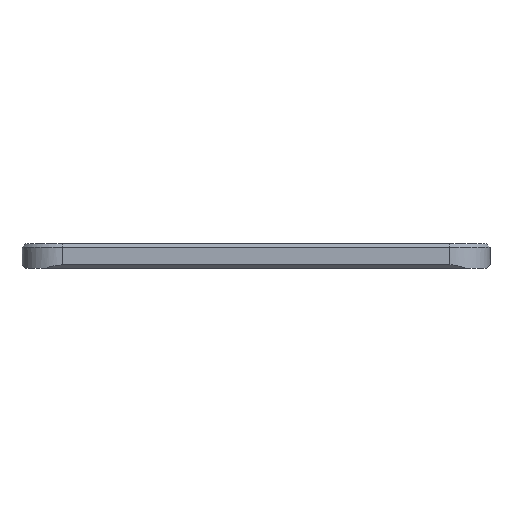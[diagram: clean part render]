
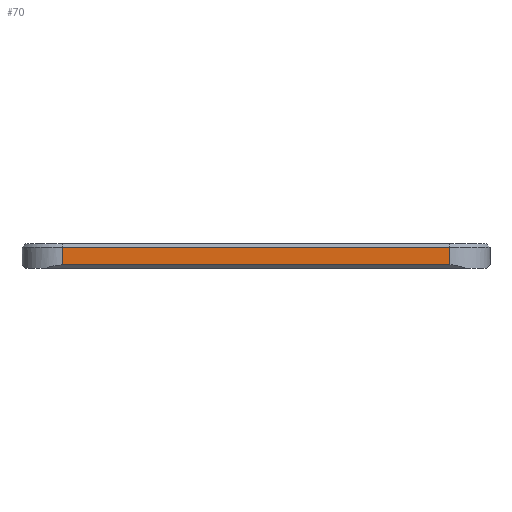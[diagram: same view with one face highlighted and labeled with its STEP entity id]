
A CAD part, left-side view. The second image highlights one B-rep face of the part: STEP entity #70.
In plain terms, the highlighted planar face has unit normal (-1, 0, 0).
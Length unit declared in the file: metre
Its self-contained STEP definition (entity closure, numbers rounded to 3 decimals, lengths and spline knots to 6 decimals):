
#70 = ADVANCED_FACE( '', ( #219 ), #220, .T. );
#219 = FACE_OUTER_BOUND( '', #483, .T. );
#220 = PLANE( '', #484 );
#483 = EDGE_LOOP( '', ( #857, #858, #859, #860 ) );
#484 = AXIS2_PLACEMENT_3D( '', #861, #862, #863 );
#857 = ORIENTED_EDGE( '', *, *, #1679, .T. );
#858 = ORIENTED_EDGE( '', *, *, #1680, .T. );
#859 = ORIENTED_EDGE( '', *, *, #1681, .T. );
#860 = ORIENTED_EDGE( '', *, *, #1682, .T. );
#861 = CARTESIAN_POINT( '', ( -0.021475, 0.007216, 0.003 ) );
#862 = DIRECTION( '', ( -1., 0., 0. ) );
#863 = DIRECTION( '', ( 0., 0., 1. ) );
#1679 = EDGE_CURVE( '', #2015, #2016, #2017, .F. );
#1680 = EDGE_CURVE( '', #2016, #2018, #2019, .T. );
#1681 = EDGE_CURVE( '', #2018, #2020, #2021, .T. );
#1682 = EDGE_CURVE( '', #2020, #2015, #2022, .T. );
#2015 = VERTEX_POINT( '', #2525 );
#2016 = VERTEX_POINT( '', #2526 );
#2017 = LINE( '', #2527, #2528 );
#2018 = VERTEX_POINT( '', #2529 );
#2019 = LINE( '', #2530, #2531 );
#2020 = VERTEX_POINT( '', #2532 );
#2021 = LINE( '', #2533, #2534 );
#2022 = LINE( '', #2535, #2536 );
#2525 = CARTESIAN_POINT( '', ( -0.021475, -0.024, 0.0004 ) );
#2526 = CARTESIAN_POINT( '', ( -0.021475, -0.024, 0.0026 ) );
#2527 = CARTESIAN_POINT( '', ( -0.021475, -0.024, 0.003 ) );
#2528 = VECTOR( '', #3091, 1. );
#2529 = CARTESIAN_POINT( '', ( -0.021475, 0.024, 0.0026 ) );
#2530 = CARTESIAN_POINT( '', ( -0.021475, 0.007216, 0.0026 ) );
#2531 = VECTOR( '', #3092, 1. );
#2532 = CARTESIAN_POINT( '', ( -0.021475, 0.024, 0.0004 ) );
#2533 = CARTESIAN_POINT( '', ( -0.021475, 0.024, 0.0004 ) );
#2534 = VECTOR( '', #3093, 1. );
#2535 = CARTESIAN_POINT( '', ( -0.021475, -0.029, 0.0004 ) );
#2536 = VECTOR( '', #3094, 1. );
#3091 = DIRECTION( '', ( 0., 0., -1. ) );
#3092 = DIRECTION( '', ( 0., 1., 0. ) );
#3093 = DIRECTION( '', ( 0., 0., -1. ) );
#3094 = DIRECTION( '', ( 0., -1., 0. ) );
